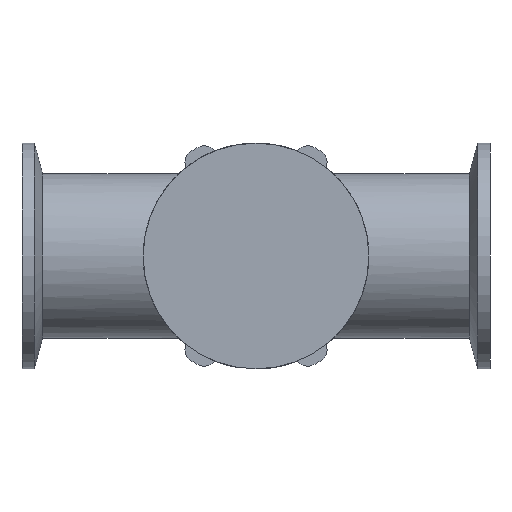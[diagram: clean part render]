
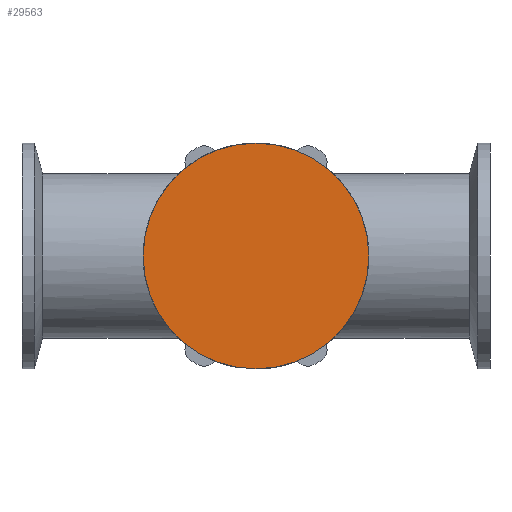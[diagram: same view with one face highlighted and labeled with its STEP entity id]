
A CAD part, front view. The second image highlights one B-rep face of the part: STEP entity #29563.
In plain terms, the highlighted planar face has unit normal (0, -1, 0).
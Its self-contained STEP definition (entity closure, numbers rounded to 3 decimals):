
#4806 = DIRECTION ( 'NONE',  ( 0., 1., 0. ) ) ;
#4848 = VERTEX_POINT ( 'NONE', #48494 ) ;
#6517 = CIRCLE ( 'NONE', #13815, 27.5 ) ;
#9111 = CARTESIAN_POINT ( 'NONE',  ( 0., -30., 27.5 ) ) ;
#13815 = AXIS2_PLACEMENT_3D ( 'NONE', #35220, #4806, #20161 ) ;
#17791 = CARTESIAN_POINT ( 'NONE',  ( 0., -30., 0. ) ) ;
#18489 = VERTEX_POINT ( 'NONE', #9111 ) ;
#20161 = DIRECTION ( 'NONE',  ( 0., 0., 1. ) ) ;
#21269 = AXIS2_PLACEMENT_3D ( 'NONE', #17791, #51511, #58338 ) ;
#25188 = DIRECTION ( 'NONE',  ( 0., 0., 1. ) ) ;
#29563 = ADVANCED_FACE ( 'NONE', ( #46407 ), #30747, .F. ) ;
#30747 = PLANE ( 'NONE',  #37850 ) ;
#35220 = CARTESIAN_POINT ( 'NONE',  ( 0., -30., 0. ) ) ;
#36906 = ORIENTED_EDGE ( 'NONE', *, *, #63391, .F. ) ;
#37850 = AXIS2_PLACEMENT_3D ( 'NONE', #50030, #45133, #25188 ) ;
#43764 = EDGE_LOOP ( 'NONE', ( #52411, #36906 ) ) ;
#45133 = DIRECTION ( 'NONE',  ( 0., 1., 0. ) ) ;
#46278 = CIRCLE ( 'NONE', #21269, 27.5 ) ;
#46407 = FACE_OUTER_BOUND ( 'NONE', #43764, .T. ) ;
#48494 = CARTESIAN_POINT ( 'NONE',  ( 0., -30., -27.5 ) ) ;
#50030 = CARTESIAN_POINT ( 'NONE',  ( 0., -30., 0. ) ) ;
#51511 = DIRECTION ( 'NONE',  ( 0., 1., 0. ) ) ;
#52411 = ORIENTED_EDGE ( 'NONE', *, *, #57445, .F. ) ;
#57445 = EDGE_CURVE ( 'NONE', #4848, #18489, #6517, .T. ) ;
#58338 = DIRECTION ( 'NONE',  ( 0., 0., 1. ) ) ;
#63391 = EDGE_CURVE ( 'NONE', #18489, #4848, #46278, .T. ) ;
